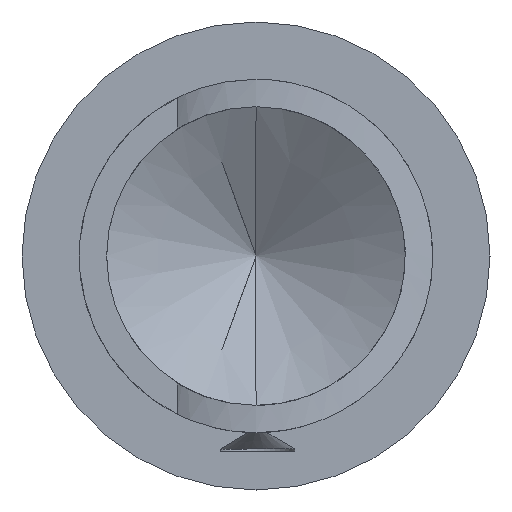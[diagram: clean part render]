
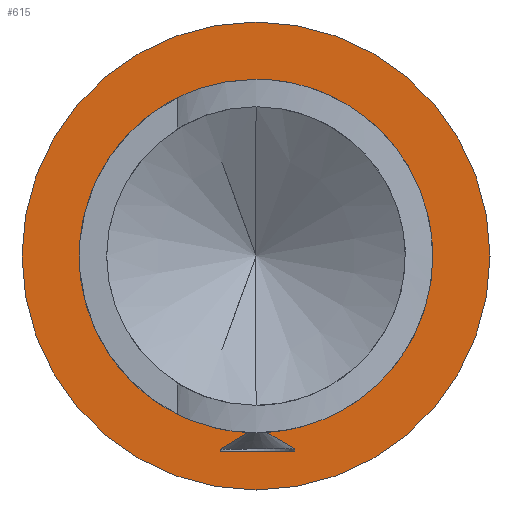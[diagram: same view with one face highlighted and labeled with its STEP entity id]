
A CAD part, front view. The second image highlights one B-rep face of the part: STEP entity #615.
In plain terms, the highlighted planar face has unit normal (0, -1, 0).
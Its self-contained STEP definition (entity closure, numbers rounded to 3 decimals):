
#16 = CIRCLE ( 'NONE', #720, 0.71 ) ;
#24 = CARTESIAN_POINT ( 'NONE',  ( -0.94, -5., 0. ) ) ;
#51 = EDGE_CURVE ( 'NONE', #246, #307, #869, .T. ) ;
#67 = EDGE_CURVE ( 'NONE', #307, #304, #931, .T. ) ;
#71 = VERTEX_POINT ( 'NONE', #404 ) ;
#72 = DIRECTION ( 'NONE',  ( 0., -1., 0. ) ) ;
#75 = CARTESIAN_POINT ( 'NONE',  ( 0.049, -5., -0.712 ) ) ;
#83 = DIRECTION ( 'NONE',  ( -0.007, 0., 1. ) ) ;
#93 = CARTESIAN_POINT ( 'NONE',  ( 0.092, -5., -0.737 ) ) ;
#147 = VERTEX_POINT ( 'NONE', #328 ) ;
#172 = CARTESIAN_POINT ( 'NONE',  ( -0.033, -5., -0.709 ) ) ;
#178 = CARTESIAN_POINT ( 'NONE',  ( -0.051, -5., -0.72 ) ) ;
#188 = CARTESIAN_POINT ( 'NONE',  ( -0.033, -5., -0.709 ) ) ;
#197 = DIRECTION ( 'NONE',  ( 0., -1., 0. ) ) ;
#200 = CARTESIAN_POINT ( 'NONE',  ( 0., -5., 0. ) ) ;
#230 = CARTESIAN_POINT ( 'NONE',  ( 0., -5., -0.94 ) ) ;
#243 = VERTEX_POINT ( 'NONE', #836 ) ;
#246 = VERTEX_POINT ( 'NONE', #658 ) ;
#247 = CARTESIAN_POINT ( 'NONE',  ( 0.06, -5., -0.718 ) ) ;
#254 = VECTOR ( 'NONE', #359, 1000. ) ;
#262 = CARTESIAN_POINT ( 'NONE',  ( -0.059, -5., -0.725 ) ) ;
#267 = CARTESIAN_POINT ( 'NONE',  ( -0.12, -5., -0.762 ) ) ;
#280 = DIRECTION ( 'NONE',  ( 0., 0., -1. ) ) ;
#304 = VERTEX_POINT ( 'NONE', #1028 ) ;
#307 = VERTEX_POINT ( 'NONE', #864 ) ;
#310 = CARTESIAN_POINT ( 'NONE',  ( 0., -5., 0. ) ) ;
#326 = CARTESIAN_POINT ( 'NONE',  ( 0.155, -5., -0.774 ) ) ;
#328 = CARTESIAN_POINT ( 'NONE',  ( 0.043, -5., -0.709 ) ) ;
#333 = CARTESIAN_POINT ( 'NONE',  ( -0.042, -5., -0.714 ) ) ;
#345 = ORIENTED_EDGE ( 'NONE', *, *, #67, .T. ) ;
#350 = ORIENTED_EDGE ( 'NONE', *, *, #551, .T. ) ;
#359 = DIRECTION ( 'NONE',  ( -1., 0., -0.007 ) ) ;
#365 = EDGE_CURVE ( 'NONE', #243, #246, #935, .T. ) ;
#376 = CIRCLE ( 'NONE', #563, 0.71 ) ;
#377 = EDGE_CURVE ( 'NONE', #508, #71, #873, .T. ) ;
#385 = DIRECTION ( 'NONE',  ( 0., 0., -1. ) ) ;
#404 = CARTESIAN_POINT ( 'NONE',  ( 0., -5., 0.94 ) ) ;
#418 = CARTESIAN_POINT ( 'NONE',  ( -0.128, -5., -0.767 ) ) ;
#438 = ORIENTED_EDGE ( 'NONE', *, *, #626, .T. ) ;
#441 = CARTESIAN_POINT ( 'NONE',  ( 0.155, -5., -0.784 ) ) ;
#459 = FACE_OUTER_BOUND ( 'NONE', #693, .T. ) ;
#470 = CARTESIAN_POINT ( 'NONE',  ( 0.043, -5., -0.709 ) ) ;
#498 = ORIENTED_EDGE ( 'NONE', *, *, #51, .T. ) ;
#501 = VERTEX_POINT ( 'NONE', #635 ) ;
#504 = DIRECTION ( 'NONE',  ( 0., 0., -1. ) ) ;
#508 = VERTEX_POINT ( 'NONE', #230 ) ;
#516 = ORIENTED_EDGE ( 'NONE', *, *, #859, .F. ) ;
#523 = DIRECTION ( 'NONE',  ( 0.007, 0., -1. ) ) ;
#528 = AXIS2_PLACEMENT_3D ( 'NONE', #24, #843, #586 ) ;
#535 = VECTOR ( 'NONE', #523, 1000. ) ;
#551 = EDGE_CURVE ( 'NONE', #147, #243, #759, .T. ) ;
#563 = AXIS2_PLACEMENT_3D ( 'NONE', #916, #670, #504 ) ;
#580 = CARTESIAN_POINT ( 'NONE',  ( -0.136, -5., -0.771 ) ) ;
#583 = VERTEX_POINT ( 'NONE', #172 ) ;
#586 = DIRECTION ( 'NONE',  ( 0., 0., 1. ) ) ;
#600 = AXIS2_PLACEMENT_3D ( 'NONE', #682, #852, #280 ) ;
#615 = ADVANCED_FACE ( 'NONE', ( #818, #459 ), #666, .F. ) ;
#626 = EDGE_CURVE ( 'NONE', #304, #583, #844, .T. ) ;
#635 = CARTESIAN_POINT ( 'NONE',  ( 0., -5., 0.71 ) ) ;
#640 = EDGE_LOOP ( 'NONE', ( #345, #438, #700, #516, #350, #908, #498 ) ) ;
#658 = CARTESIAN_POINT ( 'NONE',  ( 0.155, -5., -0.784 ) ) ;
#666 = PLANE ( 'NONE',  #528 ) ;
#669 = EDGE_CURVE ( 'NONE', #501, #583, #376, .T. ) ;
#670 = DIRECTION ( 'NONE',  ( 0., -1., 0. ) ) ;
#678 = CARTESIAN_POINT ( 'NONE',  ( -0.1, -5., -0.749 ) ) ;
#682 = CARTESIAN_POINT ( 'NONE',  ( 0., -5., 0. ) ) ;
#693 = EDGE_LOOP ( 'NONE', ( #723, #721 ) ) ;
#700 = ORIENTED_EDGE ( 'NONE', *, *, #669, .F. ) ;
#701 = AXIS2_PLACEMENT_3D ( 'NONE', #310, #72, #385 ) ;
#720 = AXIS2_PLACEMENT_3D ( 'NONE', #200, #197, #858 ) ;
#721 = ORIENTED_EDGE ( 'NONE', *, *, #798, .T. ) ;
#723 = ORIENTED_EDGE ( 'NONE', *, *, #377, .T. ) ;
#735 = CIRCLE ( 'NONE', #600, 0.94 ) ;
#759 = B_SPLINE_CURVE_WITH_KNOTS ( 'NONE', 3,
 ( #470, #75, #974, #247, #93, #913, #326 ),
 .UNSPECIFIED., .F., .F.,
 ( 4, 3, 4 ),
 ( 0.001, 0.001, 0.001 ),
 .UNSPECIFIED. ) ;
#774 = CARTESIAN_POINT ( 'NONE',  ( -0.934, -5., -0.792 ) ) ;
#798 = EDGE_CURVE ( 'NONE', #71, #508, #735, .T. ) ;
#818 = FACE_BOUND ( 'NONE', #640, .T. ) ;
#836 = CARTESIAN_POINT ( 'NONE',  ( 0.155, -5., -0.774 ) ) ;
#843 = DIRECTION ( 'NONE',  ( 0., 1., 0. ) ) ;
#844 = B_SPLINE_CURVE_WITH_KNOTS ( 'NONE', 3,
 ( #1006, #580, #418, #267, #678, #932, #262, #178, #333, #188 ),
 .UNSPECIFIED., .F., .F.,
 ( 4, 3, 3, 4 ),
 ( 0.001, 0.001, 0.001, 0.001 ),
 .UNSPECIFIED. ) ;
#852 = DIRECTION ( 'NONE',  ( 0., -1., 0. ) ) ;
#858 = DIRECTION ( 'NONE',  ( 0., 0., -1. ) ) ;
#859 = EDGE_CURVE ( 'NONE', #147, #501, #16, .T. ) ;
#864 = CARTESIAN_POINT ( 'NONE',  ( -0.144, -5., -0.786 ) ) ;
#865 = VECTOR ( 'NONE', #83, 1000. ) ;
#869 = LINE ( 'NONE', #774, #254 ) ;
#873 = CIRCLE ( 'NONE', #701, 0.94 ) ;
#907 = CARTESIAN_POINT ( 'NONE',  ( -0.144, -5., -0.786 ) ) ;
#908 = ORIENTED_EDGE ( 'NONE', *, *, #365, .T. ) ;
#913 = CARTESIAN_POINT ( 'NONE',  ( 0.124, -5., -0.755 ) ) ;
#916 = CARTESIAN_POINT ( 'NONE',  ( 0., -5., 0. ) ) ;
#931 = LINE ( 'NONE', #907, #865 ) ;
#932 = CARTESIAN_POINT ( 'NONE',  ( -0.08, -5., -0.737 ) ) ;
#935 = LINE ( 'NONE', #441, #535 ) ;
#974 = CARTESIAN_POINT ( 'NONE',  ( 0.055, -5., -0.715 ) ) ;
#1006 = CARTESIAN_POINT ( 'NONE',  ( -0.144, -5., -0.776 ) ) ;
#1028 = CARTESIAN_POINT ( 'NONE',  ( -0.144, -5., -0.776 ) ) ;
